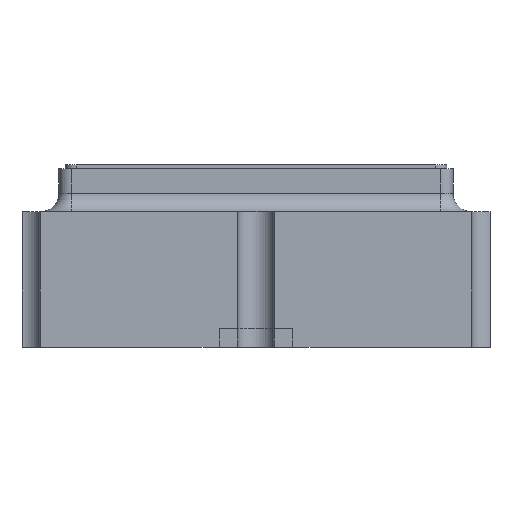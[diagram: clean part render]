
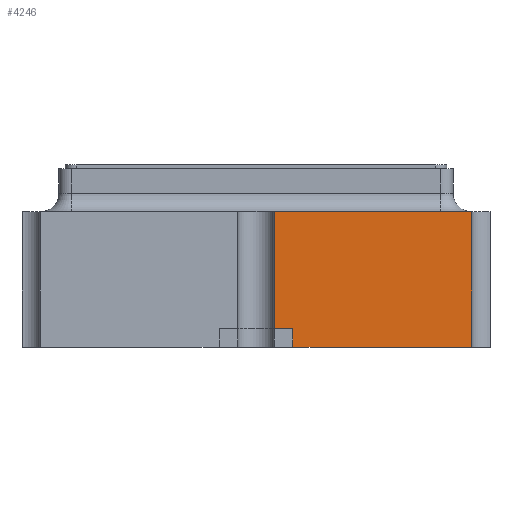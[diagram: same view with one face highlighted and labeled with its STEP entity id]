
A CAD part, left-side view. The second image highlights one B-rep face of the part: STEP entity #4246.
In plain terms, the highlighted planar face has unit normal (-1, 0, 0).
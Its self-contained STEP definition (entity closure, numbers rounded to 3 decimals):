
#1104 = VERTEX_POINT ( 'NONE', #4551 ) ;
#2023 = VECTOR ( 'NONE', #13499, 1000. ) ;
#2064 = ORIENTED_EDGE ( 'NONE', *, *, #17446, .F. ) ;
#2201 = DIRECTION ( 'NONE',  ( 0., 0., -1. ) ) ;
#2209 = VERTEX_POINT ( 'NONE', #19311 ) ;
#2595 = CARTESIAN_POINT ( 'NONE',  ( -1.9, -0.15, 1.1 ) ) ;
#2906 = VECTOR ( 'NONE', #11466, 1000. ) ;
#3261 = ORIENTED_EDGE ( 'NONE', *, *, #3274, .T. ) ;
#3274 = EDGE_CURVE ( 'NONE', #10639, #9610, #13611, .T. ) ;
#3513 = LINE ( 'NONE', #10208, #20628 ) ;
#4053 = AXIS2_PLACEMENT_3D ( 'NONE', #18841, #7464, #2201 ) ;
#4174 = PLANE ( 'NONE',  #4053 ) ;
#4246 = ADVANCED_FACE ( 'NONE', ( #10623 ), #4174, .F. ) ;
#4551 = CARTESIAN_POINT ( 'NONE',  ( -1.9, -0.15, 0.15 ) ) ;
#4684 = LINE ( 'NONE', #12881, #2906 ) ;
#7464 = DIRECTION ( 'NONE',  ( 1., 0., 0. ) ) ;
#7512 = CARTESIAN_POINT ( 'NONE',  ( -1.9, -0.15, 0.15 ) ) ;
#8057 = DIRECTION ( 'NONE',  ( 0., -1., 0. ) ) ;
#8950 = EDGE_CURVE ( 'NONE', #2209, #9504, #20669, .T. ) ;
#9042 = LINE ( 'NONE', #7512, #20184 ) ;
#9051 = DIRECTION ( 'NONE',  ( 0., 0., 1. ) ) ;
#9504 = VERTEX_POINT ( 'NONE', #18937 ) ;
#9610 = VERTEX_POINT ( 'NONE', #9636 ) ;
#9636 = CARTESIAN_POINT ( 'NONE',  ( -1.9, -0.3, 0. ) ) ;
#10208 = CARTESIAN_POINT ( 'NONE',  ( -1.9, -0.15, 1.1 ) ) ;
#10623 = FACE_OUTER_BOUND ( 'NONE', #18928, .T. ) ;
#10639 = VERTEX_POINT ( 'NONE', #17263 ) ;
#10692 = EDGE_CURVE ( 'NONE', #10639, #1104, #9042, .T. ) ;
#11466 = DIRECTION ( 'NONE',  ( 0., -1., 0. ) ) ;
#11600 = VECTOR ( 'NONE', #8057, 1000. ) ;
#11844 = DIRECTION ( 'NONE',  ( 0., 0., -1. ) ) ;
#12270 = VERTEX_POINT ( 'NONE', #2595 ) ;
#12881 = CARTESIAN_POINT ( 'NONE',  ( -1.9, -1.9, 1.1 ) ) ;
#13237 = VECTOR ( 'NONE', #9051, 1000. ) ;
#13499 = DIRECTION ( 'NONE',  ( 0., 0., -1. ) ) ;
#13583 = EDGE_CURVE ( 'NONE', #12270, #1104, #3513, .T. ) ;
#13611 = LINE ( 'NONE', #16901, #2023 ) ;
#13715 = ORIENTED_EDGE ( 'NONE', *, *, #10692, .F. ) ;
#14696 = ORIENTED_EDGE ( 'NONE', *, *, #8950, .T. ) ;
#15532 = CARTESIAN_POINT ( 'NONE',  ( -1.9, -1.75, 1.1 ) ) ;
#15751 = ORIENTED_EDGE ( 'NONE', *, *, #15822, .T. ) ;
#15822 = EDGE_CURVE ( 'NONE', #9610, #2209, #18114, .T. ) ;
#16157 = CARTESIAN_POINT ( 'NONE',  ( -1.9, -1.9, 0. ) ) ;
#16901 = CARTESIAN_POINT ( 'NONE',  ( -1.9, -0.3, 0.15 ) ) ;
#17263 = CARTESIAN_POINT ( 'NONE',  ( -1.9, -0.3, 0.15 ) ) ;
#17446 = EDGE_CURVE ( 'NONE', #12270, #9504, #4684, .T. ) ;
#18114 = LINE ( 'NONE', #16157, #11600 ) ;
#18841 = CARTESIAN_POINT ( 'NONE',  ( -1.9, -1.9, 1.1 ) ) ;
#18928 = EDGE_LOOP ( 'NONE', ( #13715, #3261, #15751, #14696, #2064, #20958 ) ) ;
#18937 = CARTESIAN_POINT ( 'NONE',  ( -1.9, -1.75, 1.1 ) ) ;
#19311 = CARTESIAN_POINT ( 'NONE',  ( -1.9, -1.75, 0. ) ) ;
#20184 = VECTOR ( 'NONE', #20656, 1000. ) ;
#20628 = VECTOR ( 'NONE', #11844, 1000. ) ;
#20656 = DIRECTION ( 'NONE',  ( 0., 1., 0. ) ) ;
#20669 = LINE ( 'NONE', #15532, #13237 ) ;
#20958 = ORIENTED_EDGE ( 'NONE', *, *, #13583, .T. ) ;
